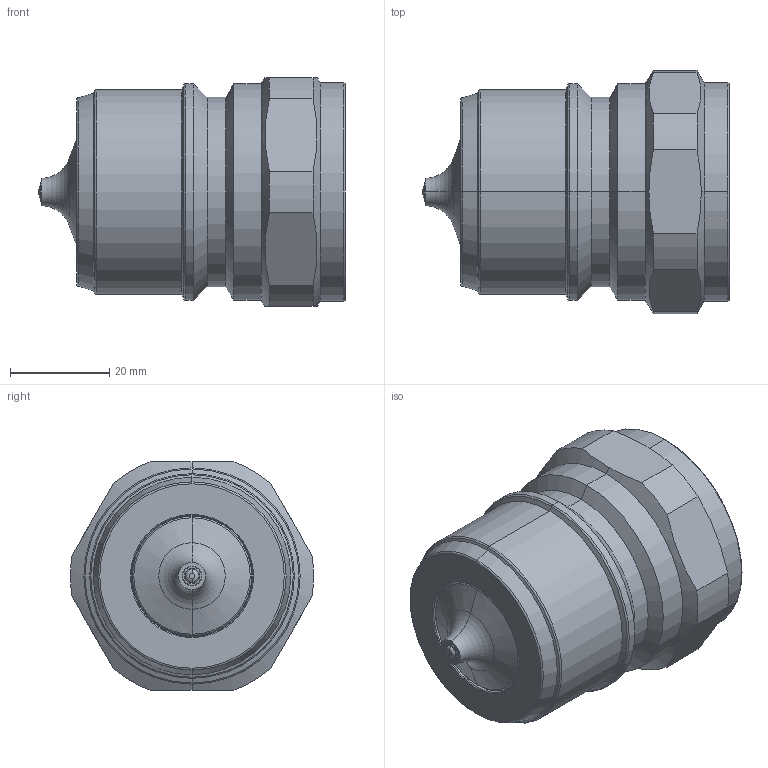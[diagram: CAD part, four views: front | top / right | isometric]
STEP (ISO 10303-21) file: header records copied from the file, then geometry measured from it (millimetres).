
FILE_DESCRIPTION (( 'STEP AP214' ), '1' );
FILE_NAME ('10021.STEP', '2015-09-04T07:35:26', ( 'admin' ), ( 'Microsoft' ), 'SwSTEP 2.0', 'SolidWorks 2009', '' );
FILE_SCHEMA (( 'AUTOMOTIVE_DESIGN' ));
Length unit declared in the file: millimetre
Products named in the file (1): 10021
Bounding box: 61.6 x 48.92 x 46 mm (x, y, z)
Volume: 62404.4 mm3; surface area: 12919.6 mm2
Topology: 1 solids, 1 shells, 79 faces, 170 edges, 98 vertices
Faces by surface type: cone 30, cylinder 24, plane 13, torus 12
Entity records: 3126 total; most frequent: CARTESIAN_POINT 484, DIRECTION 408, ORIENTED_EDGE 340, AXIS2_PLACEMENT_3D 174, EDGE_CURVE 170, VERTEX_POINT 98, CIRCLE 94, EDGE_LOOP 84
